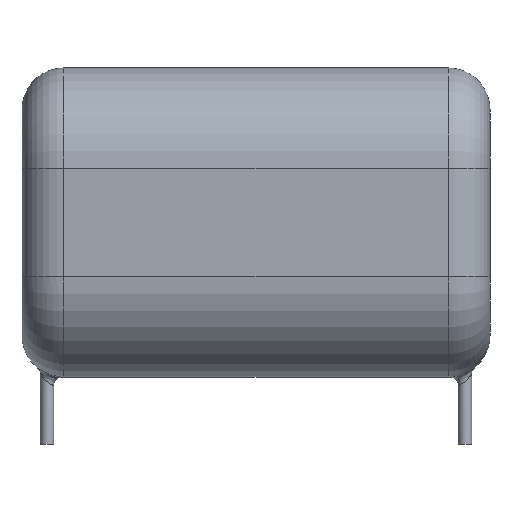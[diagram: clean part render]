
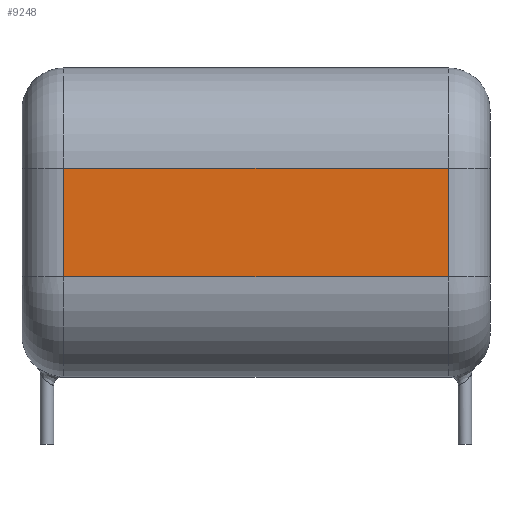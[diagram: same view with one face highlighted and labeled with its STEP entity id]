
A CAD part, front view. The second image highlights one B-rep face of the part: STEP entity #9248.
In plain terms, the highlighted planar face has unit normal (0, -1, 0).
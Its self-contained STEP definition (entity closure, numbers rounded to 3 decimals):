
#795 = VERTEX_POINT ( 'NONE', #11359 ) ;
#1493 = DIRECTION ( 'NONE',  ( 0., 1., 0. ) ) ;
#1997 = EDGE_CURVE ( 'NONE', #11294, #11322, #4199, .T. ) ;
#2381 = CARTESIAN_POINT ( 'NONE',  ( -11.5, -6., 18.5 ) ) ;
#2453 = LINE ( 'NONE', #11165, #12152 ) ;
#2958 = VERTEX_POINT ( 'NONE', #5241 ) ;
#3511 = DIRECTION ( 'NONE',  ( 0., 0., -1. ) ) ;
#4159 = LINE ( 'NONE', #10684, #11228 ) ;
#4199 = LINE ( 'NONE', #2381, #6937 ) ;
#4329 = PLANE ( 'NONE',  #9218 ) ;
#4463 = DIRECTION ( 'NONE',  ( 0., 0., 1. ) ) ;
#4747 = ORIENTED_EDGE ( 'NONE', *, *, #1997, .T. ) ;
#5004 = EDGE_LOOP ( 'NONE', ( #5053, #4747, #12198, #5269 ) ) ;
#5053 = ORIENTED_EDGE ( 'NONE', *, *, #11343, .T. ) ;
#5241 = CARTESIAN_POINT ( 'NONE',  ( 11.5, -6., 12.5 ) ) ;
#5269 = ORIENTED_EDGE ( 'NONE', *, *, #5686, .T. ) ;
#5353 = DIRECTION ( 'NONE',  ( 0., 0., 1. ) ) ;
#5686 = EDGE_CURVE ( 'NONE', #795, #2958, #2453, .T. ) ;
#6068 = DIRECTION ( 'NONE',  ( 1., 0., 0. ) ) ;
#6937 = VECTOR ( 'NONE', #3511, 1000. ) ;
#7750 = DIRECTION ( 'NONE',  ( -1., 0., 0. ) ) ;
#8635 = CARTESIAN_POINT ( 'NONE',  ( -11.5, -6., 6. ) ) ;
#9218 = AXIS2_PLACEMENT_3D ( 'NONE', #12091, #1493, #5353 ) ;
#9248 = ADVANCED_FACE ( 'NONE', ( #10906 ), #4329, .F. ) ;
#9567 = VECTOR ( 'NONE', #7750, 1000. ) ;
#10400 = EDGE_CURVE ( 'NONE', #11322, #795, #4159, .T. ) ;
#10684 = CARTESIAN_POINT ( 'NONE',  ( 14., -6., 6. ) ) ;
#10901 = CARTESIAN_POINT ( 'NONE',  ( -14., -6., 12.5 ) ) ;
#10906 = FACE_OUTER_BOUND ( 'NONE', #5004, .T. ) ;
#11165 = CARTESIAN_POINT ( 'NONE',  ( 11.5, -6., 18.5 ) ) ;
#11228 = VECTOR ( 'NONE', #6068, 1000. ) ;
#11294 = VERTEX_POINT ( 'NONE', #12222 ) ;
#11322 = VERTEX_POINT ( 'NONE', #8635 ) ;
#11343 = EDGE_CURVE ( 'NONE', #2958, #11294, #11764, .T. ) ;
#11359 = CARTESIAN_POINT ( 'NONE',  ( 11.5, -6., 6. ) ) ;
#11764 = LINE ( 'NONE', #10901, #9567 ) ;
#12091 = CARTESIAN_POINT ( 'NONE',  ( -14., -6., 18.5 ) ) ;
#12152 = VECTOR ( 'NONE', #4463, 1000. ) ;
#12198 = ORIENTED_EDGE ( 'NONE', *, *, #10400, .T. ) ;
#12222 = CARTESIAN_POINT ( 'NONE',  ( -11.5, -6., 12.5 ) ) ;
